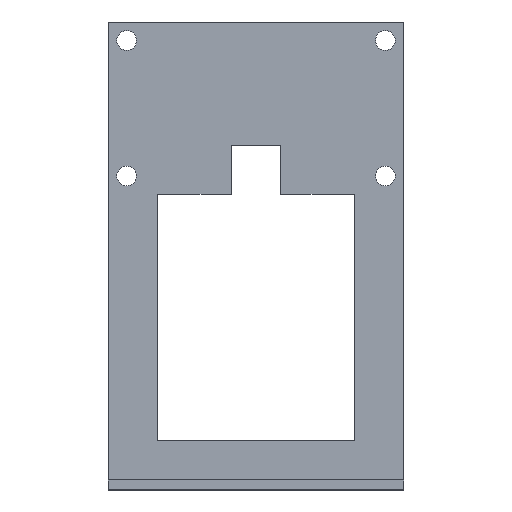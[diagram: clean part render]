
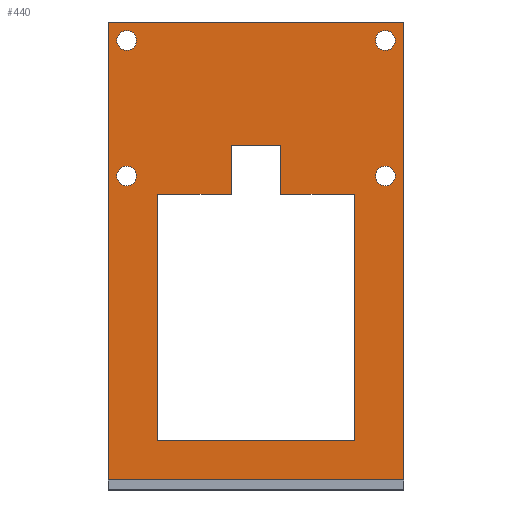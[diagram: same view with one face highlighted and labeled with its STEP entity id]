
A CAD part, top view. The second image highlights one B-rep face of the part: STEP entity #440.
In plain terms, the highlighted planar face has unit normal (0, 0, 1).
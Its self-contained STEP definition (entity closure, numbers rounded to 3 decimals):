
#21=CIRCLE('',#477,2.);
#22=CIRCLE('',#478,2.);
#23=CIRCLE('',#479,2.);
#24=CIRCLE('',#480,2.);
#33=FACE_BOUND('',#73,.T.);
#34=FACE_BOUND('',#74,.T.);
#35=FACE_BOUND('',#75,.T.);
#36=FACE_BOUND('',#76,.T.);
#37=FACE_BOUND('',#77,.T.);
#50=FACE_OUTER_BOUND('',#72,.T.);
#72=EDGE_LOOP('',(#313,#314,#315,#316));
#73=EDGE_LOOP('',(#317,#318,#319,#320,#321,#322,#323,#324));
#74=EDGE_LOOP('',(#325));
#75=EDGE_LOOP('',(#326));
#76=EDGE_LOOP('',(#327));
#77=EDGE_LOOP('',(#328));
#107=LINE('',#633,#155);
#111=LINE('',#640,#159);
#114=LINE('',#646,#162);
#115=LINE('',#650,#163);
#116=LINE('',#652,#164);
#117=LINE('',#654,#165);
#118=LINE('',#655,#166);
#119=LINE('',#657,#167);
#120=LINE('',#659,#168);
#121=LINE('',#661,#169);
#122=LINE('',#663,#170);
#123=LINE('',#664,#171);
#155=VECTOR('',#513,10.);
#159=VECTOR('',#519,10.);
#162=VECTOR('',#524,10.);
#163=VECTOR('',#527,10.);
#164=VECTOR('',#528,10.);
#165=VECTOR('',#529,10.);
#166=VECTOR('',#530,10.);
#167=VECTOR('',#531,10.);
#168=VECTOR('',#532,10.);
#169=VECTOR('',#533,10.);
#170=VECTOR('',#534,10.);
#171=VECTOR('',#535,10.);
#203=VERTEX_POINT('',#630);
#204=VERTEX_POINT('',#632);
#206=VERTEX_POINT('',#638);
#208=VERTEX_POINT('',#644);
#209=VERTEX_POINT('',#648);
#210=VERTEX_POINT('',#649);
#211=VERTEX_POINT('',#651);
#212=VERTEX_POINT('',#653);
#213=VERTEX_POINT('',#656);
#214=VERTEX_POINT('',#658);
#215=VERTEX_POINT('',#660);
#216=VERTEX_POINT('',#662);
#217=VERTEX_POINT('',#665);
#218=VERTEX_POINT('',#667);
#219=VERTEX_POINT('',#669);
#220=VERTEX_POINT('',#671);
#243=EDGE_CURVE('',#204,#203,#107,.T.);
#247=EDGE_CURVE('',#203,#206,#111,.T.);
#250=EDGE_CURVE('',#206,#208,#114,.T.);
#251=EDGE_CURVE('',#209,#210,#115,.T.);
#252=EDGE_CURVE('',#211,#210,#116,.T.);
#253=EDGE_CURVE('',#211,#212,#117,.T.);
#254=EDGE_CURVE('',#209,#212,#118,.T.);
#255=EDGE_CURVE('',#208,#213,#119,.T.);
#256=EDGE_CURVE('',#213,#214,#120,.T.);
#257=EDGE_CURVE('',#214,#215,#121,.T.);
#258=EDGE_CURVE('',#215,#216,#122,.T.);
#259=EDGE_CURVE('',#216,#204,#123,.T.);
#260=EDGE_CURVE('',#217,#217,#21,.T.);
#261=EDGE_CURVE('',#218,#218,#22,.T.);
#262=EDGE_CURVE('',#219,#219,#23,.T.);
#263=EDGE_CURVE('',#220,#220,#24,.T.);
#313=ORIENTED_EDGE('',*,*,#251,.T.);
#314=ORIENTED_EDGE('',*,*,#252,.F.);
#315=ORIENTED_EDGE('',*,*,#253,.T.);
#316=ORIENTED_EDGE('',*,*,#254,.F.);
#317=ORIENTED_EDGE('',*,*,#243,.T.);
#318=ORIENTED_EDGE('',*,*,#247,.T.);
#319=ORIENTED_EDGE('',*,*,#250,.T.);
#320=ORIENTED_EDGE('',*,*,#255,.T.);
#321=ORIENTED_EDGE('',*,*,#256,.T.);
#322=ORIENTED_EDGE('',*,*,#257,.T.);
#323=ORIENTED_EDGE('',*,*,#258,.T.);
#324=ORIENTED_EDGE('',*,*,#259,.T.);
#325=ORIENTED_EDGE('',*,*,#260,.T.);
#326=ORIENTED_EDGE('',*,*,#261,.T.);
#327=ORIENTED_EDGE('',*,*,#262,.T.);
#328=ORIENTED_EDGE('',*,*,#263,.T.);
#424=PLANE('',#476);
#440=ADVANCED_FACE('',(#50,#33,#34,#35,#36,#37),#424,.T.);
#476=AXIS2_PLACEMENT_3D('',#647,#525,#526);
#477=AXIS2_PLACEMENT_3D('',#666,#536,#537);
#478=AXIS2_PLACEMENT_3D('',#668,#538,#539);
#479=AXIS2_PLACEMENT_3D('',#670,#540,#541);
#480=AXIS2_PLACEMENT_3D('',#672,#542,#543);
#513=DIRECTION('',(0.,1.,0.));
#519=DIRECTION('',(1.,0.,0.));
#524=DIRECTION('',(0.,-1.,0.));
#525=DIRECTION('center_axis',(0.,0.,1.));
#526=DIRECTION('ref_axis',(1.,0.,0.));
#527=DIRECTION('',(-1.,0.,0.));
#528=DIRECTION('',(0.,1.,0.));
#529=DIRECTION('',(1.,0.,0.));
#530=DIRECTION('',(0.,-1.,0.));
#531=DIRECTION('',(1.,0.,0.));
#532=DIRECTION('',(0.,-1.,0.));
#533=DIRECTION('',(-1.,0.,0.));
#534=DIRECTION('',(0.,1.,0.));
#535=DIRECTION('',(1.,0.,0.));
#536=DIRECTION('center_axis',(0.,0.,-1.));
#537=DIRECTION('ref_axis',(1.,0.,0.));
#538=DIRECTION('center_axis',(0.,0.,-1.));
#539=DIRECTION('ref_axis',(1.,0.,0.));
#540=DIRECTION('center_axis',(0.,0.,-1.));
#541=DIRECTION('ref_axis',(0.,1.,0.));
#542=DIRECTION('center_axis',(0.,0.,-1.));
#543=DIRECTION('ref_axis',(1.,0.,0.));
#630=CARTESIAN_POINT('',(-5.,20.,2.));
#632=CARTESIAN_POINT('',(-5.,10.,2.));
#633=CARTESIAN_POINT('',(-5.,10.,2.));
#638=CARTESIAN_POINT('',(5.,20.,2.));
#640=CARTESIAN_POINT('',(2.5,20.,2.));
#644=CARTESIAN_POINT('',(5.,10.,2.));
#646=CARTESIAN_POINT('',(5.,5.,2.));
#647=CARTESIAN_POINT('Origin',(0.,0.,
2.));
#648=CARTESIAN_POINT('',(30.,45.,2.));
#649=CARTESIAN_POINT('',(-30.,45.,2.));
#650=CARTESIAN_POINT('',(-15.,45.,2.));
#651=CARTESIAN_POINT('',(-30.,-48.,2.));
#652=CARTESIAN_POINT('',(-30.,1.,2.));
#653=CARTESIAN_POINT('',(30.,-48.,2.));
#654=CARTESIAN_POINT('',(-15.,-48.,2.));
#655=CARTESIAN_POINT('',(30.,-49.,2.));
#656=CARTESIAN_POINT('',(20.,10.,2.));
#657=CARTESIAN_POINT('',(10.,10.,2.));
#658=CARTESIAN_POINT('',(20.,-40.,2.));
#659=CARTESIAN_POINT('',(20.,-20.,2.));
#660=CARTESIAN_POINT('',(-20.,-40.,2.));
#661=CARTESIAN_POINT('',(-10.,-40.,2.));
#662=CARTESIAN_POINT('',(-20.,10.,2.));
#663=CARTESIAN_POINT('',(-20.,5.,2.));
#664=CARTESIAN_POINT('',(10.,10.,2.));
#665=CARTESIAN_POINT('',(24.25,41.25,2.));
#666=CARTESIAN_POINT('Origin',(26.25,41.25,2.));
#667=CARTESIAN_POINT('',(-28.25,41.25,2.));
#668=CARTESIAN_POINT('Origin',(-26.25,41.25,2.));
#669=CARTESIAN_POINT('',(26.25,11.75,2.));
#670=CARTESIAN_POINT('Origin',(26.25,13.75,2.));
#671=CARTESIAN_POINT('',(-28.25,13.75,2.));
#672=CARTESIAN_POINT('Origin',(-26.25,13.75,2.));
